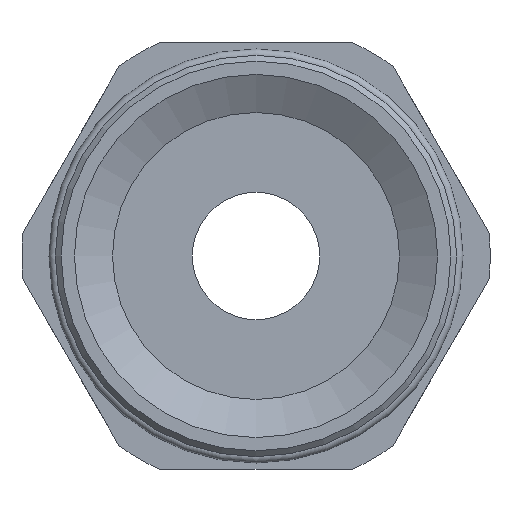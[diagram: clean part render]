
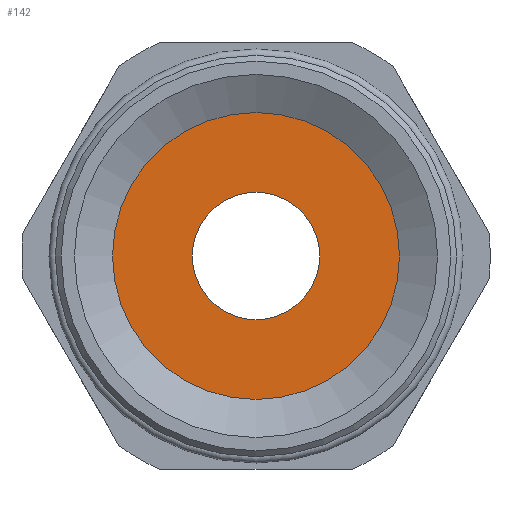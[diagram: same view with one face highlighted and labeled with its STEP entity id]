
A CAD part, left-side view. The second image highlights one B-rep face of the part: STEP entity #142.
In plain terms, the highlighted planar face has unit normal (-1, 0, 0).
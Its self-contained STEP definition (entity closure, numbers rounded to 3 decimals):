
#142 = ADVANCED_FACE( '', ( #362, #363 ), #364, .T. );
#362 = FACE_BOUND( '', #678, .T. );
#363 = FACE_OUTER_BOUND( '', #679, .T. );
#364 = PLANE( '', #680 );
#678 = EDGE_LOOP( '', ( #1041 ) );
#679 = EDGE_LOOP( '', ( #1042 ) );
#680 = AXIS2_PLACEMENT_3D( '', #1043, #1044, #1045 );
#1041 = ORIENTED_EDGE( '', *, *, #1759, .T. );
#1042 = ORIENTED_EDGE( '', *, *, #1760, .F. );
#1043 = CARTESIAN_POINT( '', ( 15., 22.52, 0. ) );
#1044 = DIRECTION( '', ( -1., 0., 0. ) );
#1045 = DIRECTION( '', ( 0., 0., 1. ) );
#1759 = EDGE_CURVE( '', #2086, #2086, #2087, .T. );
#1760 = EDGE_CURVE( '', #2088, #2088, #2089, .T. );
#2086 = VERTEX_POINT( '', #2545 );
#2087 = CIRCLE( '', #2546, 10. );
#2088 = VERTEX_POINT( '', #2547 );
#2089 = CIRCLE( '', #2548, 22.52 );
#2545 = CARTESIAN_POINT( '', ( 15., 0., -10. ) );
#2546 = AXIS2_PLACEMENT_3D( '', #3132, #3133, #3134 );
#2547 = CARTESIAN_POINT( '', ( 15., 0., -22.52 ) );
#2548 = AXIS2_PLACEMENT_3D( '', #3135, #3136, #3137 );
#3132 = CARTESIAN_POINT( '', ( 15., 0., 0. ) );
#3133 = DIRECTION( '', ( 1., 0., 0. ) );
#3134 = DIRECTION( '', ( 0., 0., -1. ) );
#3135 = CARTESIAN_POINT( '', ( 15., 0., 0. ) );
#3136 = DIRECTION( '', ( 1., 0., 0. ) );
#3137 = DIRECTION( '', ( 0., 0., -1. ) );
